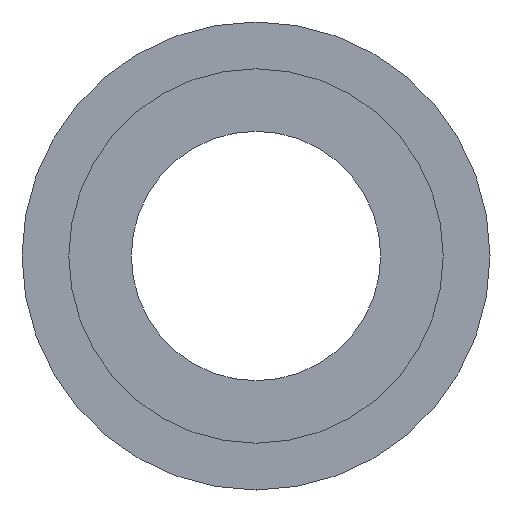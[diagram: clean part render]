
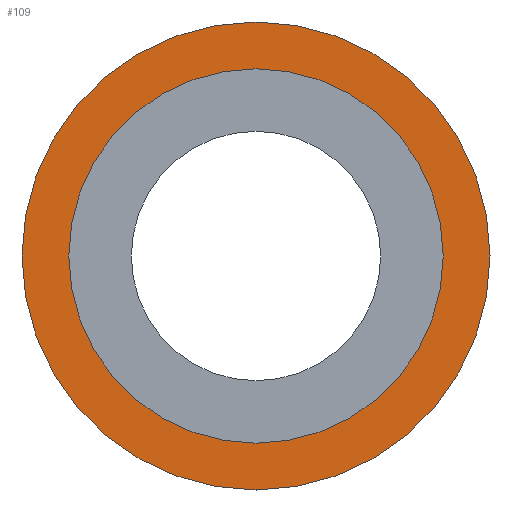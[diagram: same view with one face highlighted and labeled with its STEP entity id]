
A CAD part, front view. The second image highlights one B-rep face of the part: STEP entity #109.
In plain terms, the highlighted planar face has unit normal (0, -1, 0).
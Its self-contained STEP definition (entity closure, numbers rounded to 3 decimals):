
#11 = AXIS2_PLACEMENT_3D ( 'NONE', #204, #517, #338 ) ;
#18 = EDGE_CURVE ( 'NONE', #165, #581, #170, .T. ) ;
#38 = CARTESIAN_POINT ( 'NONE',  ( 19.05, 0., 0. ) ) ;
#48 = ORIENTED_EDGE ( 'NONE', *, *, #18, .T. ) ;
#51 = EDGE_LOOP ( 'NONE', ( #274, #567 ) ) ;
#53 = CARTESIAN_POINT ( 'NONE',  ( 0., 0., 0. ) ) ;
#61 = DIRECTION ( 'NONE',  ( 0., 1., 0. ) ) ;
#93 = AXIS2_PLACEMENT_3D ( 'NONE', #179, #318, #462 ) ;
#95 = DIRECTION ( 'NONE',  ( 0., 1., 0. ) ) ;
#103 = EDGE_LOOP ( 'NONE', ( #331, #48 ) ) ;
#109 = ADVANCED_FACE ( 'NONE', ( #619, #155 ), #152, .F. ) ;
#152 = PLANE ( 'NONE',  #11 ) ;
#155 = FACE_BOUND ( 'NONE', #103, .T. ) ;
#165 = VERTEX_POINT ( 'NONE', #323 ) ;
#170 = CIRCLE ( 'NONE', #220, 15.24 ) ;
#179 = CARTESIAN_POINT ( 'NONE',  ( 0., 0., 0. ) ) ;
#195 = CIRCLE ( 'NONE', #437, 19.05 ) ;
#204 = CARTESIAN_POINT ( 'NONE',  ( 19.05, 0., 0. ) ) ;
#220 = AXIS2_PLACEMENT_3D ( 'NONE', #53, #61, #246 ) ;
#225 = DIRECTION ( 'NONE',  ( -1., 0., 0. ) ) ;
#231 = EDGE_CURVE ( 'NONE', #581, #165, #352, .T. ) ;
#246 = DIRECTION ( 'NONE',  ( -1., 0., 0. ) ) ;
#274 = ORIENTED_EDGE ( 'NONE', *, *, #417, .F. ) ;
#306 = DIRECTION ( 'NONE',  ( 0., 1., 0. ) ) ;
#316 = CIRCLE ( 'NONE', #93, 19.05 ) ;
#318 = DIRECTION ( 'NONE',  ( 0., 1., 0. ) ) ;
#323 = CARTESIAN_POINT ( 'NONE',  ( 15.24, 0., 0. ) ) ;
#330 = CARTESIAN_POINT ( 'NONE',  ( -19.05, 0., 0. ) ) ;
#331 = ORIENTED_EDGE ( 'NONE', *, *, #231, .T. ) ;
#338 = DIRECTION ( 'NONE',  ( -1., 0., 0. ) ) ;
#352 = CIRCLE ( 'NONE', #354, 15.24 ) ;
#354 = AXIS2_PLACEMENT_3D ( 'NONE', #485, #306, #225 ) ;
#373 = CARTESIAN_POINT ( 'NONE',  ( -15.24, 0., 0. ) ) ;
#404 = EDGE_CURVE ( 'NONE', #484, #512, #195, .T. ) ;
#416 = CARTESIAN_POINT ( 'NONE',  ( 0., 0., 0. ) ) ;
#417 = EDGE_CURVE ( 'NONE', #512, #484, #316, .T. ) ;
#437 = AXIS2_PLACEMENT_3D ( 'NONE', #416, #95, #599 ) ;
#462 = DIRECTION ( 'NONE',  ( -1., 0., 0. ) ) ;
#484 = VERTEX_POINT ( 'NONE', #38 ) ;
#485 = CARTESIAN_POINT ( 'NONE',  ( 0., 0., 0. ) ) ;
#512 = VERTEX_POINT ( 'NONE', #330 ) ;
#517 = DIRECTION ( 'NONE',  ( 0., 1., 0. ) ) ;
#567 = ORIENTED_EDGE ( 'NONE', *, *, #404, .F. ) ;
#581 = VERTEX_POINT ( 'NONE', #373 ) ;
#599 = DIRECTION ( 'NONE',  ( -1., 0., 0. ) ) ;
#619 = FACE_OUTER_BOUND ( 'NONE', #51, .T. ) ;
